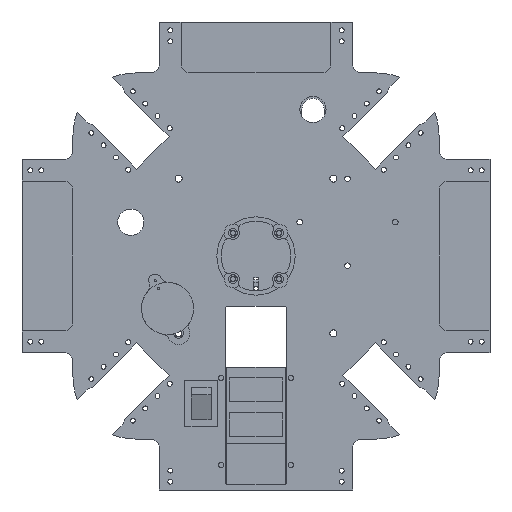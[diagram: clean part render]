
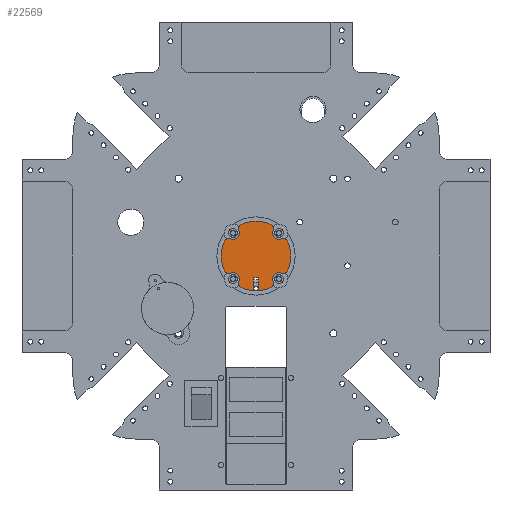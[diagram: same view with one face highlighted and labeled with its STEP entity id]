
A CAD part, front view. The second image highlights one B-rep face of the part: STEP entity #22569.
In plain terms, the highlighted face is planar.
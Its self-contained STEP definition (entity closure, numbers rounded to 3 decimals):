
#21384=CARTESIAN_POINT('',(9.,0.,15.));
#21385=DIRECTION('',(-1.,0.,0.));
#21386=DIRECTION('',(0.,0.933,-0.36));
#21387=AXIS2_PLACEMENT_3D('',#21384,#21385,#21386);
#21421=DIRECTION('',(0.,0.707,0.707));
#21422=VECTOR('',#21421,5.969);
#21423=CARTESIAN_POINT('',(9.,-10.584,-11.999));
#21424=LINE('',#21423,#21422);
#21425=DIRECTION('',(0.,-0.707,0.707));
#21426=VECTOR('',#21425,2.);
#21427=CARTESIAN_POINT('',(9.,-6.364,-7.778));
#21428=LINE('',#21427,#21426);
#21429=DIRECTION('',(0.,-0.707,-0.707));
#21430=VECTOR('',#21429,5.969);
#21431=CARTESIAN_POINT('',(9.,-7.778,-6.364));
#21432=LINE('',#21431,#21430);
#21433=CARTESIAN_POINT('',(9.,0.,0.));
#21434=DIRECTION('',(1.,0.,0.));
#21435=DIRECTION('',(0.,-0.943,-0.333));
#21436=AXIS2_PLACEMENT_3D('',#21433,#21434,#21435);
#21438=CARTESIAN_POINT('',(9.,-13.2,-4.665));
#21439=DIRECTION('',(1.,0.,0.));
#21440=DIRECTION('',(0.,-0.36,0.933));
#21441=AXIS2_PLACEMENT_3D('',#21438,#21439,#21440);
#21443=CARTESIAN_POINT('',(9.,-13.2,4.665));
#21444=DIRECTION('',(1.,0.,0.));
#21445=DIRECTION('',(0.,-0.943,0.333));
#21446=AXIS2_PLACEMENT_3D('',#21443,#21444,#21445);
#21448=CARTESIAN_POINT('',(9.,0.,0.));
#21449=DIRECTION('',(1.,0.,0.));
#21450=DIRECTION('',(0.,-0.333,0.943));
#21451=AXIS2_PLACEMENT_3D('',#21448,#21449,#21450);
#21453=CARTESIAN_POINT('',(9.,-4.665,13.2));
#21454=DIRECTION('',(1.,0.,0.));
#21455=DIRECTION('',(0.,0.933,0.36));
#21456=AXIS2_PLACEMENT_3D('',#21453,#21454,#21455);
#21458=CARTESIAN_POINT('',(9.,4.665,13.2));
#21459=DIRECTION('',(1.,0.,0.));
#21460=DIRECTION('',(0.,0.333,0.943));
#21461=AXIS2_PLACEMENT_3D('',#21458,#21459,#21460);
#21463=CARTESIAN_POINT('',(9.,0.,0.));
#21464=DIRECTION('',(1.,0.,0.));
#21465=DIRECTION('',(0.,0.943,0.333));
#21466=AXIS2_PLACEMENT_3D('',#21463,#21464,#21465);
#21468=CARTESIAN_POINT('',(9.,13.2,4.665));
#21469=DIRECTION('',(1.,0.,0.));
#21470=DIRECTION('',(0.,0.36,-0.933));
#21471=AXIS2_PLACEMENT_3D('',#21468,#21469,#21470);
#21473=CARTESIAN_POINT('',(9.,13.2,-4.665));
#21474=DIRECTION('',(1.,0.,0.));
#21475=DIRECTION('',(0.,0.943,-0.333));
#21476=AXIS2_PLACEMENT_3D('',#21473,#21474,#21475);
#21478=CARTESIAN_POINT('',(9.,0.,0.));
#21479=DIRECTION('',(1.,0.,0.));
#21480=DIRECTION('',(0.,0.333,-0.943));
#21481=AXIS2_PLACEMENT_3D('',#21478,#21479,#21480);
#21483=CARTESIAN_POINT('',(9.,4.665,-13.2));
#21484=DIRECTION('',(1.,0.,0.));
#21485=DIRECTION('',(0.,-0.933,-0.36));
#21486=AXIS2_PLACEMENT_3D('',#21483,#21484,#21485);
#21488=CARTESIAN_POINT('',(9.,-4.665,-13.2));
#21489=DIRECTION('',(1.,0.,0.));
#21490=DIRECTION('',(0.,-0.333,-0.943));
#21491=AXIS2_PLACEMENT_3D('',#21488,#21489,#21490);
#21493=CARTESIAN_POINT('',(9.,0.,0.));
#21494=DIRECTION('',(1.,0.,0.));
#21495=DIRECTION('',(0.,-0.662,-0.75));
#21496=AXIS2_PLACEMENT_3D('',#21493,#21494,#21495);
#21549=CARTESIAN_POINT('',(9.,15.,0.));
#21550=DIRECTION('',(-1.,0.,0.));
#21551=DIRECTION('',(0.,-0.36,-0.933));
#21552=AXIS2_PLACEMENT_3D('',#21549,#21550,#21551);
#21601=CARTESIAN_POINT('',(9.,-15.,0.));
#21602=DIRECTION('',(-1.,0.,0.));
#21603=DIRECTION('',(0.,0.36,0.933));
#21604=AXIS2_PLACEMENT_3D('',#21601,#21602,#21603);
#21628=CARTESIAN_POINT('',(9.,0.,-15.));
#21629=DIRECTION('',(-1.,0.,0.));
#21630=DIRECTION('',(0.,-0.933,0.36));
#21631=AXIS2_PLACEMENT_3D('',#21628,#21629,#21630);
#21924=CARTESIAN_POINT('',(9.,13.92,2.799));
#21925=CARTESIAN_POINT('',(9.,15.086,5.331));
#21926=VERTEX_POINT('',#21924);
#21927=VERTEX_POINT('',#21925);
#21930=CARTESIAN_POINT('',(9.,15.086,-5.331));
#21931=CARTESIAN_POINT('',(9.,13.92,-2.799));
#21932=VERTEX_POINT('',#21930);
#21933=VERTEX_POINT('',#21931);
#21936=CARTESIAN_POINT('',(9.,2.799,-13.92));
#21937=CARTESIAN_POINT('',(9.,5.331,-15.086));
#21938=VERTEX_POINT('',#21936);
#21939=VERTEX_POINT('',#21937);
#21942=CARTESIAN_POINT('',(9.,-5.331,-15.086));
#21943=CARTESIAN_POINT('',(9.,-2.799,-13.92));
#21944=VERTEX_POINT('',#21942);
#21945=VERTEX_POINT('',#21943);
#21948=CARTESIAN_POINT('',(9.,-13.92,-2.799));
#21949=CARTESIAN_POINT('',(9.,-15.086,-5.331));
#21950=VERTEX_POINT('',#21948);
#21951=VERTEX_POINT('',#21949);
#21954=CARTESIAN_POINT('',(9.,-15.086,5.331));
#21955=CARTESIAN_POINT('',(9.,-13.92,2.799));
#21956=VERTEX_POINT('',#21954);
#21957=VERTEX_POINT('',#21955);
#21960=CARTESIAN_POINT('',(9.,-2.799,13.92));
#21961=CARTESIAN_POINT('',(9.,-5.331,15.086));
#21962=VERTEX_POINT('',#21960);
#21963=VERTEX_POINT('',#21961);
#21966=CARTESIAN_POINT('',(9.,5.331,15.086));
#21967=CARTESIAN_POINT('',(9.,2.799,13.92));
#21968=VERTEX_POINT('',#21966);
#21969=VERTEX_POINT('',#21967);
#22148=CARTESIAN_POINT('',(9.,-10.584,-11.999));
#22149=CARTESIAN_POINT('',(9.,-6.364,-7.778));
#22150=VERTEX_POINT('',#22148);
#22151=VERTEX_POINT('',#22149);
#22152=CARTESIAN_POINT('',(9.,-7.778,-6.364));
#22153=VERTEX_POINT('',#22152);
#22154=CARTESIAN_POINT('',(9.,-11.999,-10.584));
#22155=VERTEX_POINT('',#22154);
#22525=CARTESIAN_POINT('',(9.,0.,0.));
#22526=DIRECTION('',(1.,0.,0.));
#22527=DIRECTION('',(0.,1.,0.));
#22528=AXIS2_PLACEMENT_3D('',#22525,#22526,#22527);
#22529=PLANE('',#22528);
#22531=ORIENTED_EDGE('',*,*,#22530,.T.);
#22533=ORIENTED_EDGE('',*,*,#22532,.T.);
#22535=ORIENTED_EDGE('',*,*,#22534,.T.);
#22537=ORIENTED_EDGE('',*,*,#22536,.F.);
#22539=ORIENTED_EDGE('',*,*,#22538,.F.);
#22541=ORIENTED_EDGE('',*,*,#22540,.F.);
#22543=ORIENTED_EDGE('',*,*,#22542,.F.);
#22545=ORIENTED_EDGE('',*,*,#22544,.F.);
#22546=ORIENTED_EDGE('',*,*,#22516,.F.);
#22547=ORIENTED_EDGE('',*,*,#22472,.F.);
#22548=ORIENTED_EDGE('',*,*,#22490,.F.);
#22550=ORIENTED_EDGE('',*,*,#22549,.F.);
#22552=ORIENTED_EDGE('',*,*,#22551,.F.);
#22554=ORIENTED_EDGE('',*,*,#22553,.F.);
#22556=ORIENTED_EDGE('',*,*,#22555,.F.);
#22558=ORIENTED_EDGE('',*,*,#22557,.F.);
#22560=ORIENTED_EDGE('',*,*,#22559,.F.);
#22562=ORIENTED_EDGE('',*,*,#22561,.F.);
#22564=ORIENTED_EDGE('',*,*,#22563,.F.);
#22566=ORIENTED_EDGE('',*,*,#22565,.F.);
#22567=EDGE_LOOP('',(#22531,#22533,#22535,#22537,#22539,#22541,#22543,#22545,
#22546,#22547,#22548,#22550,#22552,#22554,#22556,#22558,#22560,#22562,#22564,
#22566));
#22568=FACE_OUTER_BOUND('',#22567,.F.);
#21388=CIRCLE('',#21387,3.);
#21437=CIRCLE('',#21436,16.);
#21442=CIRCLE('',#21441,2.);
#21447=CIRCLE('',#21446,2.);
#21452=CIRCLE('',#21451,16.);
#21457=CIRCLE('',#21456,2.);
#21462=CIRCLE('',#21461,2.);
#21467=CIRCLE('',#21466,16.);
#21472=CIRCLE('',#21471,2.);
#21477=CIRCLE('',#21476,2.);
#21482=CIRCLE('',#21481,16.);
#21487=CIRCLE('',#21486,2.);
#21492=CIRCLE('',#21491,2.);
#21497=CIRCLE('',#21496,16.);
#21553=CIRCLE('',#21552,3.);
#21605=CIRCLE('',#21604,3.);
#21632=CIRCLE('',#21631,3.);
#22472=EDGE_CURVE('',#21969,#21962,#21388,.T.);
#22490=EDGE_CURVE('',#21968,#21969,#21462,.T.);
#22516=EDGE_CURVE('',#21962,#21963,#21457,.T.);
#22530=EDGE_CURVE('',#22150,#22151,#21424,.T.);
#22532=EDGE_CURVE('',#22151,#22153,#21428,.T.);
#22534=EDGE_CURVE('',#22153,#22155,#21432,.T.);
#22536=EDGE_CURVE('',#21951,#22155,#21437,.T.);
#22538=EDGE_CURVE('',#21950,#21951,#21442,.T.);
#22540=EDGE_CURVE('',#21957,#21950,#21605,.T.);
#22542=EDGE_CURVE('',#21956,#21957,#21447,.T.);
#22544=EDGE_CURVE('',#21963,#21956,#21452,.T.);
#22549=EDGE_CURVE('',#21927,#21968,#21467,.T.);
#22551=EDGE_CURVE('',#21926,#21927,#21472,.T.);
#22553=EDGE_CURVE('',#21933,#21926,#21553,.T.);
#22555=EDGE_CURVE('',#21932,#21933,#21477,.T.);
#22557=EDGE_CURVE('',#21939,#21932,#21482,.T.);
#22559=EDGE_CURVE('',#21938,#21939,#21487,.T.);
#22561=EDGE_CURVE('',#21945,#21938,#21632,.T.);
#22563=EDGE_CURVE('',#21944,#21945,#21492,.T.);
#22565=EDGE_CURVE('',#22150,#21944,#21497,.T.);
#22569=ADVANCED_FACE('',(#22568),#22529,.T.);
